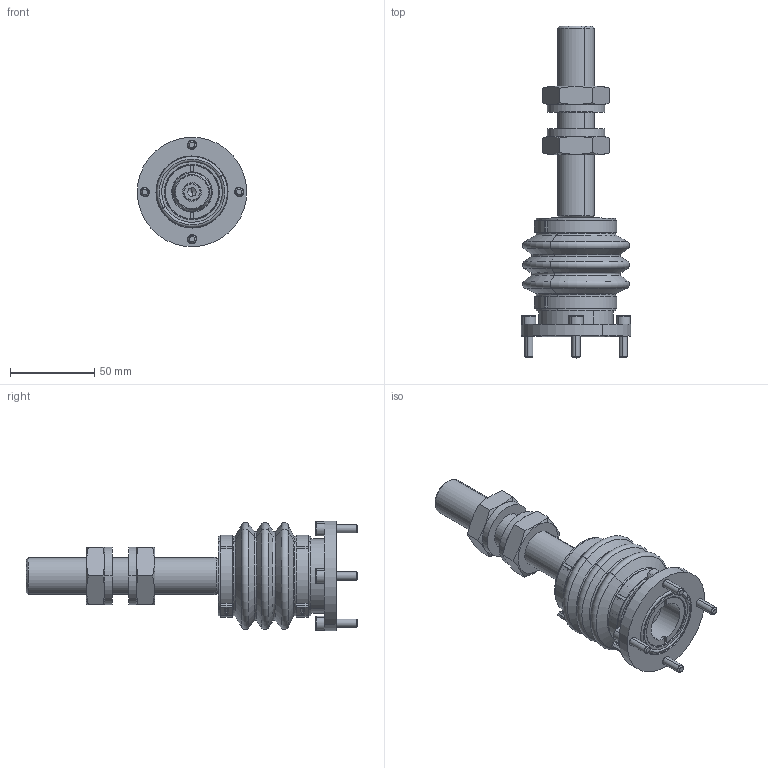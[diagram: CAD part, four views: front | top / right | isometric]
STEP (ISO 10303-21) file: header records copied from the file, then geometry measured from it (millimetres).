
FILE_DESCRIPTION(('CATIA V5 STEP Exchange'),'2;1');
FILE_NAME('Fixpunkt.stp','2011-09-14T10:20:05+00:00',('none'),('none'),'CATIA Version 5 Release 19 SP 8 (IN-10)','CATIA V5 STEP AP203','none');
FILE_SCHEMA(('CONFIG_CONTROL_DESIGN'));
Length unit declared in the file: millimetre
Products named in the file (2): Fixpunkt; Flanschlager_zu_Sranardbalg
Assembly tree (23 placements, depth 3):
  Fixpunkt
    #58
    #257
    #575
    #983
    #1595
    Flanschlager_zu_Sranardbalg
      #2481
      #2650
      #2819
      #3694
      #4296
    #4417  x4
    #5340
    #5957  x2
    #6601  x2
    #6800
    #8233  x2
Bounding box: 64.98 x 197 x 64.98 mm (x, y, z)
Volume: 170011.2 mm3; surface area: 87288.8 mm2
Topology: 22 solids, 22 shells, 620 faces, 1484 edges, 939 vertices
Faces by surface type: plane 230, cylinder 222, cone 92, torus 64, sphere 12
Entity records: 11376 total; most frequent: CARTESIAN_POINT 2336, ORIENTED_EDGE 1866, DIRECTION 1545, EDGE_CURVE 933, AXIS2_PLACEMENT_3D 814, VERTEX_POINT 581, CIRCLE 478, EDGE_LOOP 460
